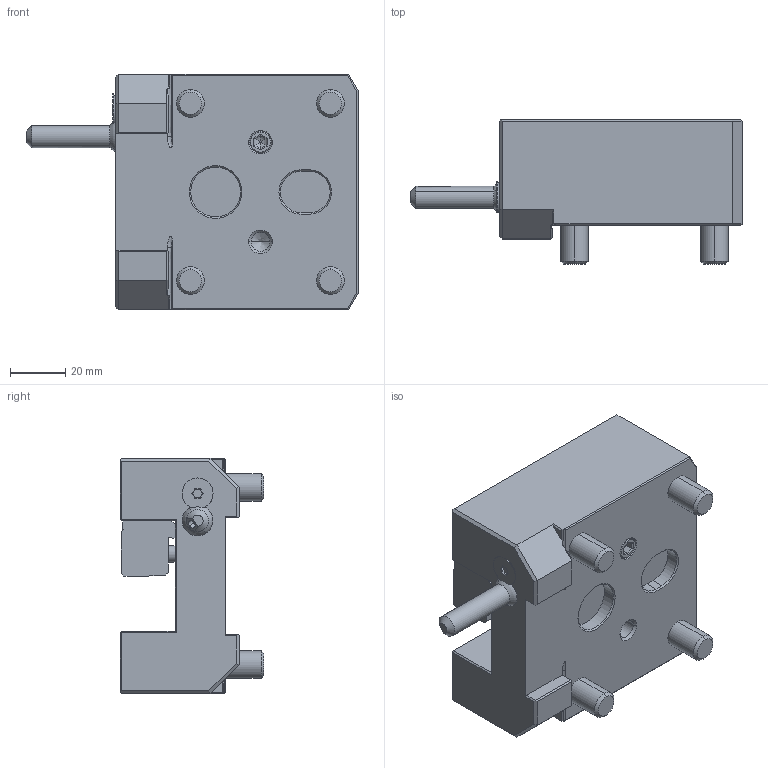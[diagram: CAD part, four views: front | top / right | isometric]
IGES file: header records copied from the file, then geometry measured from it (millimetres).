
Start section:  PTC IGES file: ngt_f_20_38_ha.igs
Global section: file name: ngt_f_20_38_ha.igs; native system: Pro/ENGINEER by Parametric Technology Corporation; preprocessor: 2010280; author: vali; organization: Unknown; date: 20211015.095653; units: millimetre
Bounding box: 119.89 x 52 x 85 mm (x, y, z)
Volume: 234964.1 mm3; surface area: 35989.4 mm2
Topology: 1 solids, 1 shells, 198 faces, 492 edges, 298 vertices
Faces by surface type: bspline 126, revolution 72
